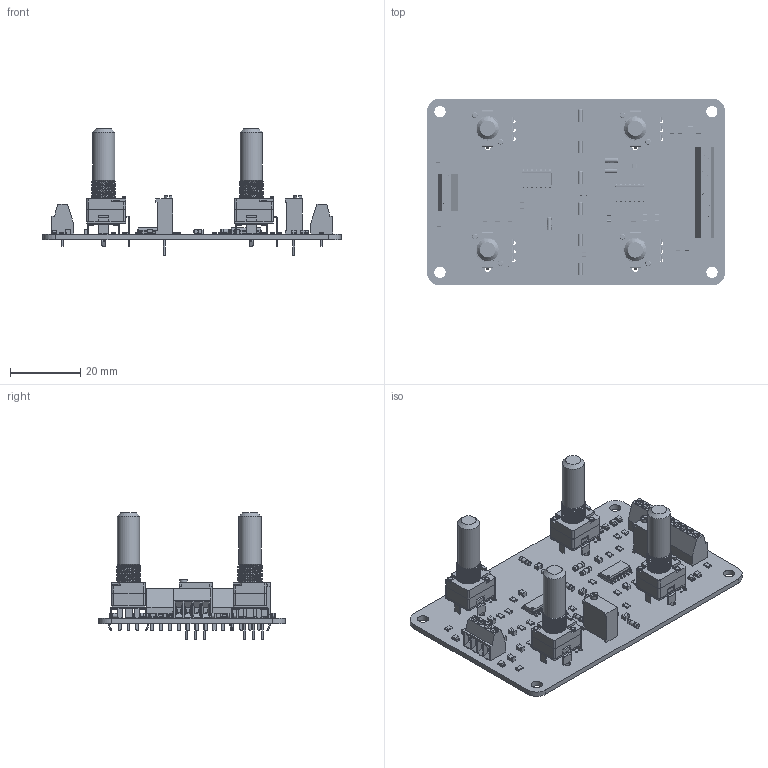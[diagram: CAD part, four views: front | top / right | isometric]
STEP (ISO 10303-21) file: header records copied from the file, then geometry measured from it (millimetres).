
FILE_DESCRIPTION(('KiCad electronic assembly'),'2;1');
FILE_NAME('diode-ladder-filter-synth-module.step','2025-04-08T22:49:38', ('Pcbnew'),('Kicad'),'Open CASCADE STEP processor 7.8', 'KiCad to STEP converter','Unknown');
FILE_SCHEMA(('AUTOMOTIVE_DESIGN { 1 0 10303 214 1 1 1 1 }'));
Length unit declared in the file: millimetre
Products named in the file (12): diode-ladder-filter-synth-module 1; D_MiniMELF; R_0805_2012Metric; C_0805_2012Metric; LED_0805_2012Metric; SOIC-14_3.9x8.7mm_P1.27mm; TerminalBlock_Phoenix_MPT-0,5-10-2.54_1x10_P2.54mm_Horizontal; ALPHA-RD901F-40; TerminalBlock_Phoenix_MPT-0,5-4-2.54_1x04_P2.54mm_Horizontal; Potentiometer_Bourns_3296W_Vertical; L_0805_2012Metric; diode-ladder-filter-synth-module_PCB
Assembly tree (71 placements, depth 2):
  diode-ladder-filter-synth-module 1
    D_MiniMELF  x9
    R_0805_2012Metric  x27
    C_0805_2012Metric  x14
    LED_0805_2012Metric  x8
    SOIC-14_3.9x8.7mm_P1.27mm  x2
    TerminalBlock_Phoenix_MPT-0,5-10-2.54_1x10_P2.54mm_Horizontal
    ALPHA-RD901F-40  x4
    TerminalBlock_Phoenix_MPT-0,5-4-2.54_1x04_P2.54mm_Horizontal
    Potentiometer_Bourns_3296W_Vertical  x2
    L_0805_2012Metric  x2
    diode-ladder-filter-synth-module_PCB
Bounding box: 85.09 x 53.33 x 36.06 mm (x, y, z)
Volume: 14729.8 mm3; surface area: 19025.3 mm2
Topology: 71 solids, 71 shells, 4045 faces, 9993 edges, 6260 vertices
Faces by surface type: plane 2734, cylinder 997, bspline 272, revolution 18, torus 16, cone 8
Full cylindrical faces by diameter (mm): 0.4 x4, 0.5 x8, 0.51 x6, 0.6 x2, 0.8 x6, 1 x12, 1.1 x28, 1.35 x18, 1.4 x27, 1.6 x16, 1.8 x8, 2 x14, 2.19 x2, 2.2 x14, 3.2 x4, 6.35 x4
Entity records: 63140 total; most frequent: CARTESIAN_POINT 22783, ORIENTED_EDGE 6476, DIRECTION 6311, EDGE_CURVE 3238, LINE 2345, VECTOR 2345, VERTEX_POINT 2028, AXIS2_PLACEMENT_3D 1982
